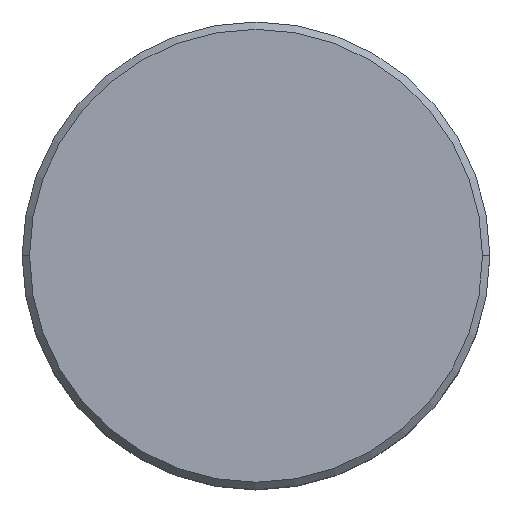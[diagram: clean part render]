
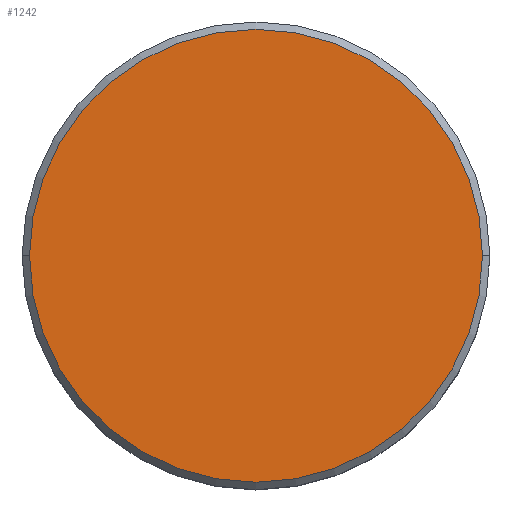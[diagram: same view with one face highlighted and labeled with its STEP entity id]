
A CAD part, top view. The second image highlights one B-rep face of the part: STEP entity #1242.
In plain terms, the highlighted planar face has unit normal (0, 0, 1).
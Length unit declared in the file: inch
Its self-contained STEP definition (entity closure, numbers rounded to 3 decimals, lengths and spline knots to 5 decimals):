
#833 = DIRECTION ( 'NONE',  ( 0., 0., 1. ) ) ;
#1157 = CIRCLE ( 'NONE', #4292, 0.24213 ) ;
#1242 = ADVANCED_FACE ( 'NONE', ( #7242 ), #10866, .T. ) ;
#1469 = VERTEX_POINT ( 'NONE', #2654 ) ;
#2246 = CARTESIAN_POINT ( 'NONE',  ( -2.13616, 0.10554, 1.17363 ) ) ;
#2373 = EDGE_CURVE ( 'NONE', #1469, #4507, #1157, .T. ) ;
#2654 = CARTESIAN_POINT ( 'NONE',  ( -2.37829, 0.10554, 1.17363 ) ) ;
#3275 = DIRECTION ( 'NONE',  ( 1., 0., 0. ) ) ;
#3660 = EDGE_LOOP ( 'NONE', ( #9771, #11417 ) ) ;
#4292 = AXIS2_PLACEMENT_3D ( 'NONE', #6955, #833, #7953 ) ;
#4472 = CARTESIAN_POINT ( 'NONE',  ( -1.89404, 0.10554, 1.17363 ) ) ;
#4507 = VERTEX_POINT ( 'NONE', #4472 ) ;
#5773 = DIRECTION ( 'NONE',  ( 1., 0., 0. ) ) ;
#6955 = CARTESIAN_POINT ( 'NONE',  ( -2.13616, 0.10554, 1.17363 ) ) ;
#7242 = FACE_OUTER_BOUND ( 'NONE', #3660, .T. ) ;
#7741 = CARTESIAN_POINT ( 'NONE',  ( -2.13616, 0.10554, 1.17363 ) ) ;
#7953 = DIRECTION ( 'NONE',  ( 1., 0., 0. ) ) ;
#8083 = EDGE_CURVE ( 'NONE', #4507, #1469, #10651, .T. ) ;
#8171 = AXIS2_PLACEMENT_3D ( 'NONE', #7741, #11899, #5773 ) ;
#9361 = DIRECTION ( 'NONE',  ( 0., 0., 1. ) ) ;
#9771 = ORIENTED_EDGE ( 'NONE', *, *, #2373, .T. ) ;
#10651 = CIRCLE ( 'NONE', #11813, 0.24213 ) ;
#10866 = PLANE ( 'NONE',  #8171 ) ;
#11417 = ORIENTED_EDGE ( 'NONE', *, *, #8083, .T. ) ;
#11813 = AXIS2_PLACEMENT_3D ( 'NONE', #2246, #9361, #3275 ) ;
#11899 = DIRECTION ( 'NONE',  ( 0., 0., 1. ) ) ;
